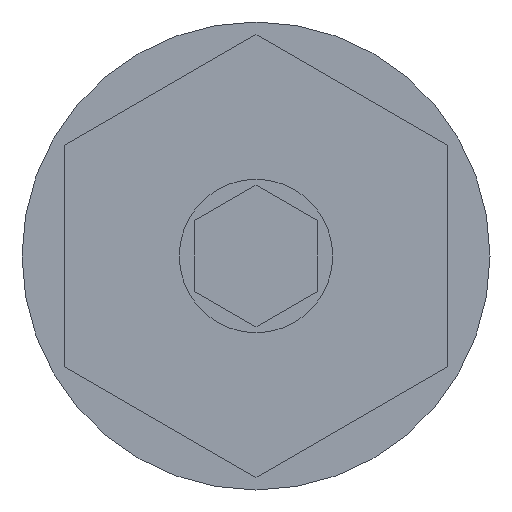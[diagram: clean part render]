
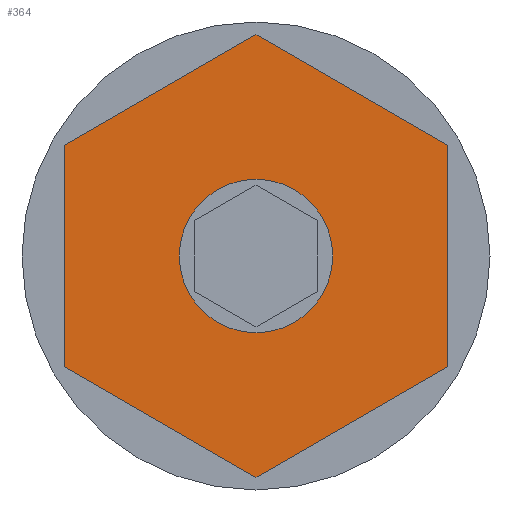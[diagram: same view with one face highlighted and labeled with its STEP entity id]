
A CAD part, left-side view. The second image highlights one B-rep face of the part: STEP entity #364.
In plain terms, the highlighted planar face has unit normal (-1, 0, 0).
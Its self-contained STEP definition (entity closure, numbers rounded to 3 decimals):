
#2 = VERTEX_POINT ( 'NONE', #959 ) ;
#15 = VERTEX_POINT ( 'NONE', #721 ) ;
#41 = ORIENTED_EDGE ( 'NONE', *, *, #668, .F. ) ;
#42 = EDGE_CURVE ( 'NONE', #949, #272, #762, .T. ) ;
#53 = LINE ( 'NONE', #800, #847 ) ;
#67 = DIRECTION ( 'NONE',  ( 0., 0.866, -0.5 ) ) ;
#133 = AXIS2_PLACEMENT_3D ( 'NONE', #141, #565, #861 ) ;
#141 = CARTESIAN_POINT ( 'NONE',  ( 0., 0., 0. ) ) ;
#163 = DIRECTION ( 'NONE',  ( 0., -0.866, 0.5 ) ) ;
#181 = DIRECTION ( 'NONE',  ( 0., 0., -1. ) ) ;
#185 = EDGE_CURVE ( 'NONE', #382, #2, #380, .T. ) ;
#216 = CIRCLE ( 'NONE', #458, 5. ) ;
#230 = EDGE_CURVE ( 'NONE', #795, #669, #354, .T. ) ;
#246 = CARTESIAN_POINT ( 'NONE',  ( 0., 12.5, 7.217 ) ) ;
#272 = VERTEX_POINT ( 'NONE', #671 ) ;
#308 = ORIENTED_EDGE ( 'NONE', *, *, #652, .T. ) ;
#315 = ORIENTED_EDGE ( 'NONE', *, *, #611, .T. ) ;
#327 = EDGE_LOOP ( 'NONE', ( #355, #41 ) ) ;
#328 = EDGE_CURVE ( 'NONE', #628, #949, #938, .T. ) ;
#342 = DIRECTION ( 'NONE',  ( 0., -0.866, -0.5 ) ) ;
#354 = CIRCLE ( 'NONE', #133, 5. ) ;
#355 = ORIENTED_EDGE ( 'NONE', *, *, #230, .F. ) ;
#364 = ADVANCED_FACE ( 'NONE', ( #837, #373 ), #518, .F. ) ;
#371 = VECTOR ( 'NONE', #342, 1000. ) ;
#373 = FACE_OUTER_BOUND ( 'NONE', #414, .T. ) ;
#380 = LINE ( 'NONE', #459, #559 ) ;
#382 = VERTEX_POINT ( 'NONE', #857 ) ;
#411 = CARTESIAN_POINT ( 'NONE',  ( 0., -12.5, 7.217 ) ) ;
#414 = EDGE_LOOP ( 'NONE', ( #308, #743, #871, #838, #315, #869 ) ) ;
#415 = DIRECTION ( 'NONE',  ( 0., 0., 1. ) ) ;
#424 = CARTESIAN_POINT ( 'NONE',  ( 0., 0., 14.434 ) ) ;
#431 = CARTESIAN_POINT ( 'NONE',  ( 0., 12.5, -7.217 ) ) ;
#458 = AXIS2_PLACEMENT_3D ( 'NONE', #650, #951, #767 ) ;
#459 = CARTESIAN_POINT ( 'NONE',  ( 0., 0., -14.434 ) ) ;
#460 = CARTESIAN_POINT ( 'NONE',  ( 0., 0., 5. ) ) ;
#509 = VECTOR ( 'NONE', #724, 1000. ) ;
#518 = PLANE ( 'NONE',  #956 ) ;
#529 = CARTESIAN_POINT ( 'NONE',  ( 0., 0., -5. ) ) ;
#542 = CARTESIAN_POINT ( 'NONE',  ( 0., 5., 0. ) ) ;
#559 = VECTOR ( 'NONE', #163, 1000. ) ;
#565 = DIRECTION ( 'NONE',  ( -1., 0., 0. ) ) ;
#580 = CARTESIAN_POINT ( 'NONE',  ( 0., -12.5, 7.217 ) ) ;
#611 = EDGE_CURVE ( 'NONE', #15, #382, #742, .T. ) ;
#628 = VERTEX_POINT ( 'NONE', #580 ) ;
#650 = CARTESIAN_POINT ( 'NONE',  ( 0., 0., 0. ) ) ;
#652 = EDGE_CURVE ( 'NONE', #2, #628, #53, .T. ) ;
#668 = EDGE_CURVE ( 'NONE', #669, #795, #216, .T. ) ;
#669 = VERTEX_POINT ( 'NONE', #529 ) ;
#671 = CARTESIAN_POINT ( 'NONE',  ( 0., 12.5, 7.217 ) ) ;
#701 = LINE ( 'NONE', #246, #923 ) ;
#704 = DIRECTION ( 'NONE',  ( 1., 0., 0. ) ) ;
#721 = CARTESIAN_POINT ( 'NONE',  ( 0., 12.5, -7.217 ) ) ;
#724 = DIRECTION ( 'NONE',  ( 0., 0.866, 0.5 ) ) ;
#739 = EDGE_CURVE ( 'NONE', #272, #15, #701, .T. ) ;
#742 = LINE ( 'NONE', #431, #371 ) ;
#743 = ORIENTED_EDGE ( 'NONE', *, *, #328, .T. ) ;
#762 = LINE ( 'NONE', #964, #826 ) ;
#767 = DIRECTION ( 'NONE',  ( 0., 0., 1. ) ) ;
#795 = VERTEX_POINT ( 'NONE', #460 ) ;
#800 = CARTESIAN_POINT ( 'NONE',  ( 0., -12.5, -7.217 ) ) ;
#826 = VECTOR ( 'NONE', #67, 1000. ) ;
#837 = FACE_BOUND ( 'NONE', #327, .T. ) ;
#838 = ORIENTED_EDGE ( 'NONE', *, *, #739, .T. ) ;
#847 = VECTOR ( 'NONE', #415, 1000. ) ;
#852 = DIRECTION ( 'NONE',  ( 0., 0., -1. ) ) ;
#857 = CARTESIAN_POINT ( 'NONE',  ( 0., 0., -14.434 ) ) ;
#861 = DIRECTION ( 'NONE',  ( 0., 0., 1. ) ) ;
#869 = ORIENTED_EDGE ( 'NONE', *, *, #185, .T. ) ;
#871 = ORIENTED_EDGE ( 'NONE', *, *, #42, .T. ) ;
#923 = VECTOR ( 'NONE', #181, 1000. ) ;
#938 = LINE ( 'NONE', #411, #509 ) ;
#949 = VERTEX_POINT ( 'NONE', #424 ) ;
#951 = DIRECTION ( 'NONE',  ( -1., 0., 0. ) ) ;
#956 = AXIS2_PLACEMENT_3D ( 'NONE', #542, #704, #852 ) ;
#959 = CARTESIAN_POINT ( 'NONE',  ( 0., -12.5, -7.217 ) ) ;
#964 = CARTESIAN_POINT ( 'NONE',  ( 0., 0., 14.434 ) ) ;
